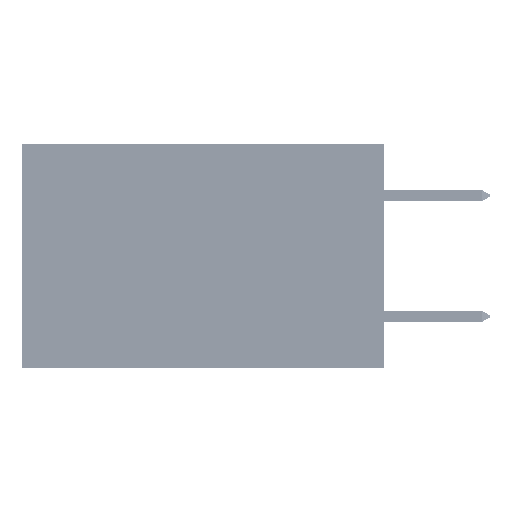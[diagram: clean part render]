
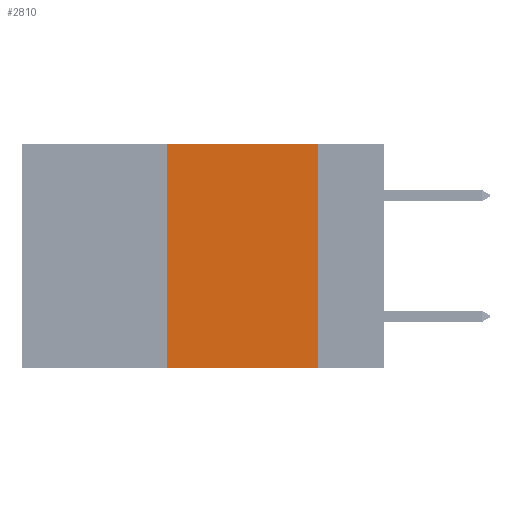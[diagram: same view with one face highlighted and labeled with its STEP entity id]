
A CAD part, left-side view. The second image highlights one B-rep face of the part: STEP entity #2810.
In plain terms, the highlighted planar face has unit normal (-1, 0, 0).
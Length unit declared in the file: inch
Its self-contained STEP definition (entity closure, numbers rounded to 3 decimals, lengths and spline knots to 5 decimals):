
#345 = CARTESIAN_POINT ( 'NONE',  ( 0., 0.11, 0. ) ) ;
#976 = FACE_OUTER_BOUND ( 'NONE', #39028, .T. ) ;
#1209 = EDGE_CURVE ( 'NONE', #13043, #33820, #27918, .T. ) ;
#1834 = EDGE_CURVE ( 'NONE', #22454, #33820, #19519, .T. ) ;
#2004 = PLANE ( 'NONE',  #32583 ) ;
#2810 = ADVANCED_FACE ( 'NONE', ( #976 ), #2004, .F. ) ;
#4027 = ORIENTED_EDGE ( 'NONE', *, *, #37305, .F. ) ;
#4153 = CARTESIAN_POINT ( 'NONE',  ( 0., 0.6, 0. ) ) ;
#8853 = ORIENTED_EDGE ( 'NONE', *, *, #1834, .F. ) ;
#8949 = CARTESIAN_POINT ( 'NONE',  ( 0., 0.36, -0.37 ) ) ;
#13043 = VERTEX_POINT ( 'NONE', #8949 ) ;
#13810 = VECTOR ( 'NONE', #44367, 39.37008 ) ;
#14429 = CARTESIAN_POINT ( 'NONE',  ( 0., 0.6, 0. ) ) ;
#16425 = DIRECTION ( 'NONE',  ( 0., -1., 0. ) ) ;
#19519 = LINE ( 'NONE', #345, #13810 ) ;
#22454 = VERTEX_POINT ( 'NONE', #52045 ) ;
#26434 = VECTOR ( 'NONE', #16425, 39.37008 ) ;
#27918 = LINE ( 'NONE', #40539, #32359 ) ;
#28973 = ORIENTED_EDGE ( 'NONE', *, *, #1209, .T. ) ;
#29675 = CARTESIAN_POINT ( 'NONE',  ( 0., 0.36, 0. ) ) ;
#30029 = EDGE_CURVE ( 'NONE', #30996, #22454, #44864, .T. ) ;
#30996 = VERTEX_POINT ( 'NONE', #29675 ) ;
#32136 = CARTESIAN_POINT ( 'NONE',  ( 0., 0.36, 0. ) ) ;
#32359 = VECTOR ( 'NONE', #44618, 39.37008 ) ;
#32583 = AXIS2_PLACEMENT_3D ( 'NONE', #14429, #38405, #34550 ) ;
#33820 = VERTEX_POINT ( 'NONE', #49277 ) ;
#34550 = DIRECTION ( 'NONE',  ( 0., 0., -1. ) ) ;
#37305 = EDGE_CURVE ( 'NONE', #13043, #30996, #49903, .T. ) ;
#38405 = DIRECTION ( 'NONE',  ( 1., 0., 0. ) ) ;
#38444 = VECTOR ( 'NONE', #44870, 39.37008 ) ;
#39028 = EDGE_LOOP ( 'NONE', ( #8853, #44956, #4027, #28973 ) ) ;
#40539 = CARTESIAN_POINT ( 'NONE',  ( 0., 0.6, -0.37 ) ) ;
#44367 = DIRECTION ( 'NONE',  ( 0., 0., -1. ) ) ;
#44618 = DIRECTION ( 'NONE',  ( 0., -1., 0. ) ) ;
#44864 = LINE ( 'NONE', #4153, #26434 ) ;
#44870 = DIRECTION ( 'NONE',  ( 0., 0., 1. ) ) ;
#44956 = ORIENTED_EDGE ( 'NONE', *, *, #30029, .F. ) ;
#49277 = CARTESIAN_POINT ( 'NONE',  ( 0., 0.11, -0.37 ) ) ;
#49903 = LINE ( 'NONE', #32136, #38444 ) ;
#52045 = CARTESIAN_POINT ( 'NONE',  ( 0., 0.11, 0. ) ) ;
